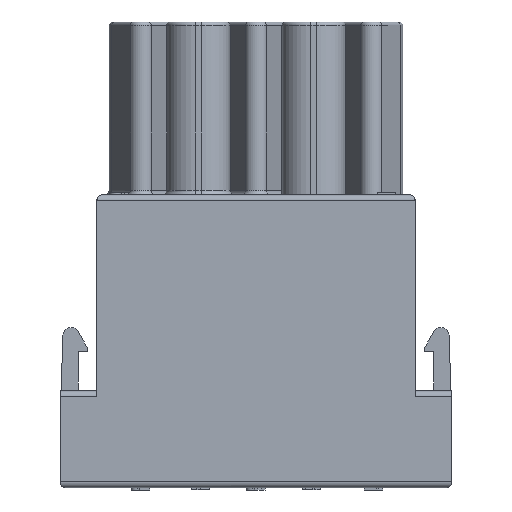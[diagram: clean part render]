
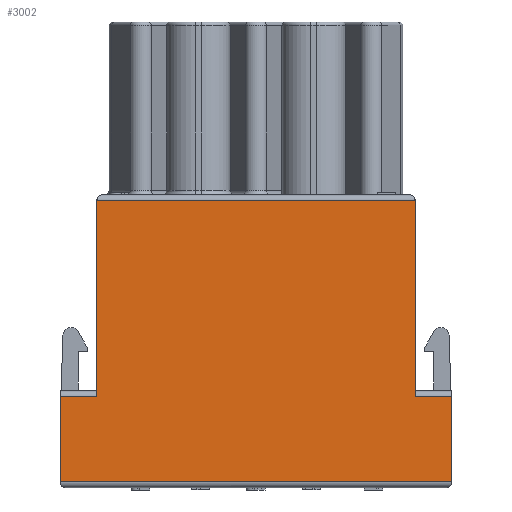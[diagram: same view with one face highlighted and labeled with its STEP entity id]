
A CAD part, left-side view. The second image highlights one B-rep face of the part: STEP entity #3002.
In plain terms, the highlighted planar face has unit normal (-1, 0, 0).
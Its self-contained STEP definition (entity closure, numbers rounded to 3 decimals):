
#2685=FACE_OUTER_BOUND('',#3910,.T.);
#3002=ADVANCED_FACE('',(#2685),#3236,.T.);
#3236=PLANE('',#9159);
#3910=EDGE_LOOP('',(#5594,#5595,#5596,#5597,#5598,#5599,#5600,#5601));
#5594=ORIENTED_EDGE('',*,*,#7508,.T.);
#5595=ORIENTED_EDGE('',*,*,#6908,.T.);
#5596=ORIENTED_EDGE('',*,*,#7601,.T.);
#5597=ORIENTED_EDGE('',*,*,#7247,.T.);
#5598=ORIENTED_EDGE('',*,*,#7251,.T.);
#5599=ORIENTED_EDGE('',*,*,#6911,.T.);
#5600=ORIENTED_EDGE('',*,*,#7285,.T.);
#5601=ORIENTED_EDGE('',*,*,#7255,.T.);
#6154=VERTEX_POINT('',#11240);
#6155=VERTEX_POINT('',#11241);
#6156=VERTEX_POINT('',#11253);
#6157=VERTEX_POINT('',#11254);
#6346=VERTEX_POINT('',#12117);
#6347=VERTEX_POINT('',#12119);
#6349=VERTEX_POINT('',#12130);
#6351=VERTEX_POINT('',#12133);
#6908=EDGE_CURVE('',#6154,#6155,#7850,.T.);
#6911=EDGE_CURVE('',#6156,#6157,#7851,.T.);
#7247=EDGE_CURVE('',#6347,#6346,#8067,.T.);
#7251=EDGE_CURVE('',#6346,#6156,#8070,.T.);
#7255=EDGE_CURVE('',#6351,#6349,#8073,.T.);
#7285=EDGE_CURVE('',#6157,#6351,#8100,.T.);
#7508=EDGE_CURVE('',#6349,#6154,#8116,.T.);
#7601=EDGE_CURVE('',#6155,#6347,#8182,.T.);
#7850=LINE('',#11239,#8388);
#7851=LINE('',#11252,#8389);
#8067=LINE('',#12118,#8608);
#8070=LINE('',#12125,#8611);
#8073=LINE('',#12132,#8614);
#8100=LINE('',#12190,#8641);
#8116=LINE('',#13401,#8657);
#8182=LINE('',#13616,#8725);
#8388=VECTOR('',#9571,1.);
#8389=VECTOR('',#9576,1.);
#8608=VECTOR('',#10283,1.);
#8611=VECTOR('',#10290,1.);
#8614=VECTOR('',#10297,1.);
#8641=VECTOR('',#10348,1.);
#8657=VECTOR('',#10382,1.);
#8725=VECTOR('',#10584,1.);
#9159=AXIS2_PLACEMENT_3D('',#13618,#10587,#10588);
#9571=DIRECTION('',(0.,1.,0.));
#9576=DIRECTION('',(0.,-1.,0.));
#10283=DIRECTION('',(0.,1.,0.));
#10290=DIRECTION('',(0.,0.,-1.));
#10297=DIRECTION('',(0.,1.,0.));
#10348=DIRECTION('',(0.,0.,1.));
#10382=DIRECTION('',(0.,0.,1.));
#10584=DIRECTION('',(0.,0.,-1.));
#10587=DIRECTION('',(-1.,0.,0.));
#10588=DIRECTION('',(0.,1.,0.));
#11239=CARTESIAN_POINT('',(-5.7,0.,25.1));
#11240=CARTESIAN_POINT('',(-5.7,-13.8,25.1));
#11241=CARTESIAN_POINT('',(-5.7,13.8,25.1));
#11252=CARTESIAN_POINT('',(-5.7,0.,0.7));
#11253=CARTESIAN_POINT('',(-5.7,17.,0.7));
#11254=CARTESIAN_POINT('',(-5.7,-17.,0.7));
#12117=CARTESIAN_POINT('',(-5.7,17.,8.1));
#12118=CARTESIAN_POINT('',(-5.7,13.8,8.1));
#12119=CARTESIAN_POINT('',(-5.7,13.8,8.1));
#12125=CARTESIAN_POINT('',(-5.7,17.,8.1));
#12130=CARTESIAN_POINT('',(-5.7,-13.8,8.1));
#12132=CARTESIAN_POINT('',(-5.7,-17.,8.1));
#12133=CARTESIAN_POINT('',(-5.7,-17.,8.1));
#12190=CARTESIAN_POINT('',(-5.7,-17.,0.7));
#13401=CARTESIAN_POINT('',(-5.7,-13.8,8.1));
#13616=CARTESIAN_POINT('',(-5.7,13.8,25.1));
#13618=CARTESIAN_POINT('',(-5.7,-17.4,26.8));
